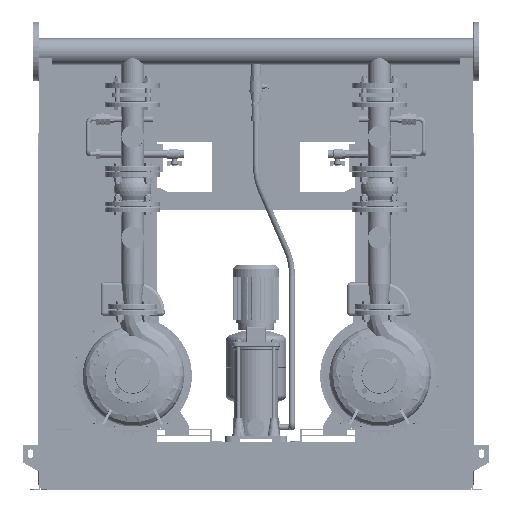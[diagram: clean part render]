
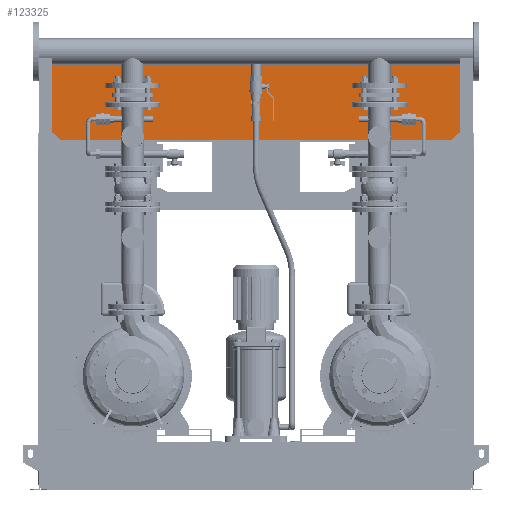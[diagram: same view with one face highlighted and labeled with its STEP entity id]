
A CAD part, left-side view. The second image highlights one B-rep face of the part: STEP entity #123325.
In plain terms, the highlighted planar face has unit normal (-1, 0, 0).
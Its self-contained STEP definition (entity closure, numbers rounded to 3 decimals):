
#122731=CARTESIAN_POINT('',(116.0,687.5,1467.775));
#122732=VERTEX_POINT('',#122731);
#122739=CARTESIAN_POINT('',(116.0,-687.5,1467.775));
#122740=VERTEX_POINT('',#122739);
#122741=CARTESIAN_POINT('',(116.0,-687.5,1467.775));
#122742=DIRECTION('',(0.0,1.0,0.0));
#122743=VECTOR('',#122742,1375.0);
#122744=LINE('',#122741,#122743);
#122745=EDGE_CURVE('',#122740,#122732,#122744,.T.);
#122802=CARTESIAN_POINT('',(116.0,-667.5,1187.775));
#122803=VERTEX_POINT('',#122802);
#122810=CARTESIAN_POINT('',(116.0,667.5,1187.775));
#122811=VERTEX_POINT('',#122810);
#122812=CARTESIAN_POINT('',(116.0,667.5,1187.775));
#122813=DIRECTION('',(0.0,-1.0,0.0));
#122814=VECTOR('',#122813,1335.0);
#122815=LINE('',#122812,#122814);
#122816=EDGE_CURVE('',#122811,#122803,#122815,.T.);
#122873=CARTESIAN_POINT('',(116.0,687.5,1463.775));
#122874=VERTEX_POINT('',#122873);
#122881=CARTESIAN_POINT('',(116.0,687.5,1467.775));
#122882=DIRECTION('',(0.0,0.0,-1.0));
#122883=VECTOR('',#122882,4.0);
#122884=LINE('',#122881,#122883);
#122885=EDGE_CURVE('',#122732,#122874,#122884,.T.);
#122911=CARTESIAN_POINT('',(116.0,730.,1463.775));
#122912=VERTEX_POINT('',#122911);
#122919=CARTESIAN_POINT('',(116.0,687.5,1463.775));
#122920=DIRECTION('',(0.0,1.0,0.0));
#122921=VECTOR('',#122920,42.5);
#122922=LINE('',#122919,#122921);
#122923=EDGE_CURVE('',#122874,#122912,#122922,.T.);
#122942=CARTESIAN_POINT('',(116.0,730.,1212.775));
#122943=VERTEX_POINT('',#122942);
#122950=CARTESIAN_POINT('',(116.0,730.,1463.775));
#122951=DIRECTION('',(0.0,0.0,-1.0));
#122952=VECTOR('',#122951,251.);
#122953=LINE('',#122950,#122952);
#122954=EDGE_CURVE('',#122912,#122943,#122953,.T.);
#122973=CARTESIAN_POINT('',(116.0,687.5,1212.775));
#122974=VERTEX_POINT('',#122973);
#122981=CARTESIAN_POINT('',(116.0,730.,1212.775));
#122982=DIRECTION('',(0.0,-1.0,0.0));
#122983=VECTOR('',#122982,42.5);
#122984=LINE('',#122981,#122983);
#122985=EDGE_CURVE('',#122943,#122974,#122984,.T.);
#123004=CARTESIAN_POINT('',(116.0,667.5,1192.775));
#123005=VERTEX_POINT('',#123004);
#123012=CARTESIAN_POINT('',(116.0,687.5,1212.775));
#123013=DIRECTION('',(0.0,-0.707,-0.707));
#123014=VECTOR('',#123013,28.284);
#123015=LINE('',#123012,#123014);
#123016=EDGE_CURVE('',#122974,#123005,#123015,.T.);
#123043=CARTESIAN_POINT('',(116.0,667.5,1192.775));
#123044=DIRECTION('',(0.0,0.0,-1.0));
#123045=VECTOR('',#123044,5.0);
#123046=LINE('',#123043,#123045);
#123047=EDGE_CURVE('',#123005,#122811,#123046,.T.);
#123090=CARTESIAN_POINT('',(116.0,-667.5,1192.775));
#123091=VERTEX_POINT('',#123090);
#123098=CARTESIAN_POINT('',(116.0,-667.5,1187.775));
#123099=DIRECTION('',(0.0,0.0,1.0));
#123100=VECTOR('',#123099,5.0);
#123101=LINE('',#123098,#123100);
#123102=EDGE_CURVE('',#122803,#123091,#123101,.T.);
#123123=CARTESIAN_POINT('',(116.0,-687.5,1212.775));
#123124=VERTEX_POINT('',#123123);
#123131=CARTESIAN_POINT('',(116.0,-667.5,1192.775));
#123132=DIRECTION('',(0.0,-0.707,0.707));
#123133=VECTOR('',#123132,28.284);
#123134=LINE('',#123131,#123133);
#123135=EDGE_CURVE('',#123091,#123124,#123134,.T.);
#123154=CARTESIAN_POINT('',(116.0,-730.,1212.775));
#123155=VERTEX_POINT('',#123154);
#123162=CARTESIAN_POINT('',(116.0,-687.5,1212.775));
#123163=DIRECTION('',(0.0,-1.0,0.0));
#123164=VECTOR('',#123163,42.5);
#123165=LINE('',#123162,#123164);
#123166=EDGE_CURVE('',#123124,#123155,#123165,.T.);
#123185=CARTESIAN_POINT('',(116.0,-730.,1463.775));
#123186=VERTEX_POINT('',#123185);
#123193=CARTESIAN_POINT('',(116.0,-730.,1212.775));
#123194=DIRECTION('',(0.0,0.0,1.0));
#123195=VECTOR('',#123194,251.0);
#123196=LINE('',#123193,#123195);
#123197=EDGE_CURVE('',#123155,#123186,#123196,.T.);
#123216=CARTESIAN_POINT('',(116.0,-687.5,1463.775));
#123217=VERTEX_POINT('',#123216);
#123224=CARTESIAN_POINT('',(116.0,-730.,1463.775));
#123225=DIRECTION('',(0.0,1.0,0.0));
#123226=VECTOR('',#123225,42.5);
#123227=LINE('',#123224,#123226);
#123228=EDGE_CURVE('',#123186,#123217,#123227,.T.);
#123255=CARTESIAN_POINT('',(116.0,-687.5,1463.775));
#123256=DIRECTION('',(0.0,0.0,1.0));
#123257=VECTOR('',#123256,4.0);
#123258=LINE('',#123255,#123257);
#123259=EDGE_CURVE('',#123217,#122740,#123258,.T.);
#123304=CARTESIAN_POINT('',(116.0,0.,1329.351));
#123305=DIRECTION('',(1.0,0.0,0.0));
#123306=DIRECTION('',(0.0,0.0,-1.0));
#123307=AXIS2_PLACEMENT_3D('',#123304,#123305,#123306);
#123308=PLANE('',#123307);
#123309=ORIENTED_EDGE('',*,*,#122745,.T.);
#123310=ORIENTED_EDGE('',*,*,#122885,.T.);
#123311=ORIENTED_EDGE('',*,*,#122923,.T.);
#123312=ORIENTED_EDGE('',*,*,#122954,.T.);
#123313=ORIENTED_EDGE('',*,*,#122985,.T.);
#123314=ORIENTED_EDGE('',*,*,#123016,.T.);
#123315=ORIENTED_EDGE('',*,*,#123047,.T.);
#123316=ORIENTED_EDGE('',*,*,#122816,.T.);
#123317=ORIENTED_EDGE('',*,*,#123102,.T.);
#123318=ORIENTED_EDGE('',*,*,#123135,.T.);
#123319=ORIENTED_EDGE('',*,*,#123166,.T.);
#123320=ORIENTED_EDGE('',*,*,#123197,.T.);
#123321=ORIENTED_EDGE('',*,*,#123228,.T.);
#123322=ORIENTED_EDGE('',*,*,#123259,.T.);
#123323=EDGE_LOOP('',(#123309,#123310,#123311,#123312,#123313,#123314,#123315,#123316,#123317,#123318,#123319,#123320,#123321,#123322));
#123324=FACE_OUTER_BOUND('',#123323,.T.);
#123325=ADVANCED_FACE('',(#123324),#123308,.F.);
